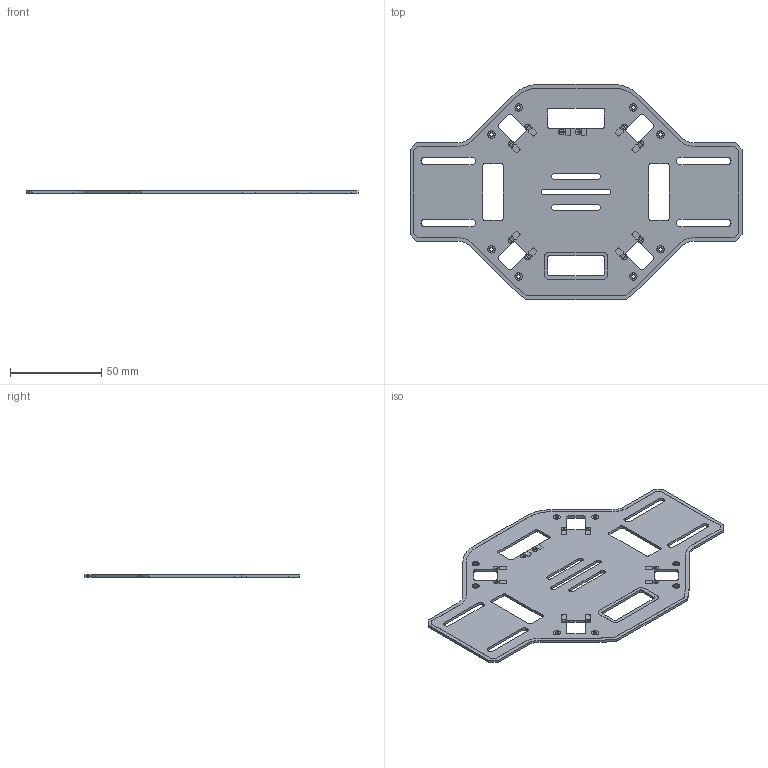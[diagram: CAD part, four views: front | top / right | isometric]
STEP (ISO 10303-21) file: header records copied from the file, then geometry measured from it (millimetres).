
FILE_DESCRIPTION((''),'2;1');
FILE_NAME('PLATE_BOTTOM','2019-07-08T10:45:41',('wangtian'),(''),'CREO PARAMETRIC BY PTC INC, 2018050','CREO PARAMETRIC BY PTC INC, 2018050','');
FILE_SCHEMA(('CONFIG_CONTROL_DESIGN'));
Length unit declared in the file: millimetre
Products named in the file (1): PLATE_BOTTOM
Bounding box: 182 x 118 x 1.5 mm (x, y, z)
Surface area: 28053.9 mm2 (no closed solid volume)
Topology: 0 solids, 9 shells, 580 faces, 1603 edges, 1075 vertices
Faces by surface type: plane 354, cylinder 172, extrusion 54
Entity records: 20291 total; most frequent: CARTESIAN_POINT 5498, ORIENTED_EDGE 3080, DIRECTION 2805, EDGE_CURVE 1603, VECTOR 1137, LINE 1083, VERTEX_POINT 1075, AXIS2_PLACEMENT_3D 834
